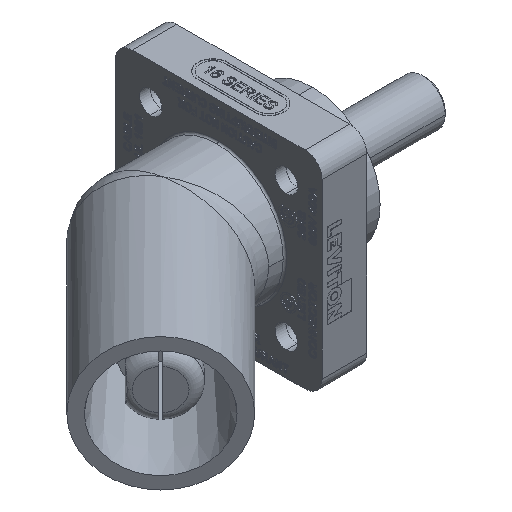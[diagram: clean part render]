
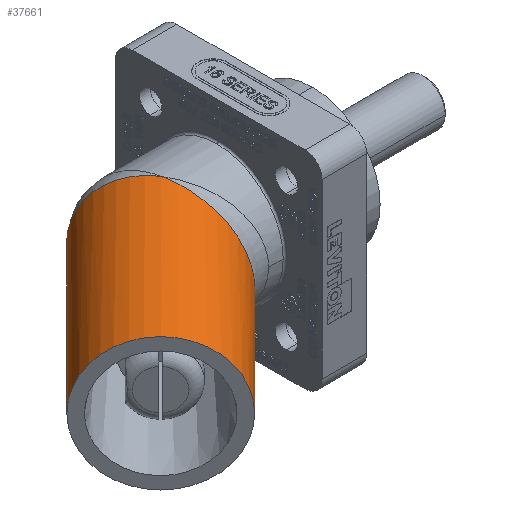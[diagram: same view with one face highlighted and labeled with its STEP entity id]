
A CAD part, isometric view. The second image highlights one B-rep face of the part: STEP entity #37661.
In plain terms, the highlighted cylindrical face has radius 18.669 mm (diameter 37.338 mm), a partial arc.
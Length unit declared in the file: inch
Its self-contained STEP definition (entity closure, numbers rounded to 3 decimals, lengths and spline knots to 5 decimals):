
#4409 = CARTESIAN_POINT ( 'NONE',  ( 0.9867, 2.37412, 1.91647 ) ) ;
#4550 = CARTESIAN_POINT ( 'NONE',  ( 0.07587, 2.50273, 1.91647 ) ) ;
#4714 = VERTEX_POINT ( 'NONE', #8162 ) ;
#4929 = DIRECTION ( 'NONE',  ( 0.707, -0.707, 0. ) ) ;
#5923 = EDGE_CURVE ( 'NONE', #87126, #87219, #51290, .T. ) ;
#8162 = CARTESIAN_POINT ( 'NONE',  ( -1.56683, 0.86004, 1.91647 ) ) ;
#11801 = ORIENTED_EDGE ( 'NONE', *, *, #58843, .T. ) ;
#15028 = VECTOR ( 'NONE', #53398, 39.37008 ) ;
#18556 = CARTESIAN_POINT ( 'NONE',  ( 0.46698, 2.89384, 1.91647 ) ) ;
#23341 = CARTESIAN_POINT ( 'NONE',  ( 0.49015, 1.87757, 2.65147 ) ) ;
#23864 = CARTESIAN_POINT ( 'NONE',  ( 0.24747, 2.24378, 2.65147 ) ) ;
#25745 = CARTESIAN_POINT ( 'NONE',  ( 0.68476, 1.03273, 2.34703 ) ) ;
#26286 = CARTESIAN_POINT ( 'NONE',  ( 0.49015, 1.87757, 2.65147 ) ) ;
#27415 = CARTESIAN_POINT ( 'NONE',  ( 0.49015, 1.87757, 2.65147 ) ) ;
#29575 =( BOUNDED_CURVE ( )  B_SPLINE_CURVE ( 3, ( #67894, #25745, #51143, #26286 ),
 .UNSPECIFIED., .F., .F. ) 
 B_SPLINE_CURVE_WITH_KNOTS ( ( 4, 4 ),
 ( 0., 1.5708 ),
 .UNSPECIFIED. ) 
 CURVE ( )  GEOMETRIC_REPRESENTATION_ITEM ( )  RATIONAL_B_SPLINE_CURVE ( ( 1., 0.805, 0.805, 1. ) ) 
 REPRESENTATION_ITEM ( '' )  );
#31369 = VERTEX_POINT ( 'NONE', #27415 ) ;
#32127 = EDGE_CURVE ( 'NONE', #87126, #31369, #29575, .T. ) ;
#33912 = ORIENTED_EDGE ( 'NONE', *, *, #104690, .T. ) ;
#34500 = EDGE_CURVE ( 'NONE', #4714, #87219, #106936, .T. ) ;
#34593 = DIRECTION ( 'NONE',  ( -0.707, 0.707, 0. ) ) ;
#36396 = VECTOR ( 'NONE', #74792, 39.37008 ) ;
#37661 = ADVANCED_FACE ( 'NONE', ( #52484 ), #37830, .T. ) ;
#37830 = CYLINDRICAL_SURFACE ( 'NONE', #60643, 0.735 ) ;
#38166 = VERTEX_POINT ( 'NONE', #4550 ) ;
#41598 = CARTESIAN_POINT ( 'NONE',  ( 0.68476, 1.03273, 1.91647 ) ) ;
#42713 = DIRECTION ( 'NONE',  ( 0.707, 0.707, 0. ) ) ;
#43924 = ORIENTED_EDGE ( 'NONE', *, *, #34500, .T. ) ;
#51143 = CARTESIAN_POINT ( 'NONE',  ( 0.60415, 1.38267, 2.65147 ) ) ;
#51290 = LINE ( 'NONE', #101500, #15028 ) ;
#52484 = FACE_OUTER_BOUND ( 'NONE', #82203, .T. ) ;
#53398 = DIRECTION ( 'NONE',  ( -0.707, -0.707, 0. ) ) ;
#58843 = EDGE_CURVE ( 'NONE', #31369, #38166, #64615, .T. ) ;
#60643 = AXIS2_PLACEMENT_3D ( 'NONE', #4409, #94084, #4929 ) ;
#63729 = ORIENTED_EDGE ( 'NONE', *, *, #5923, .F. ) ;
#64615 =( BOUNDED_CURVE ( )  B_SPLINE_CURVE ( 3, ( #23341, #23864, #71456, #81158 ),
 .UNSPECIFIED., .F., .F. ) 
 B_SPLINE_CURVE_WITH_KNOTS ( ( 4, 4 ),
 ( 1.5708, 3.14159 ),
 .UNSPECIFIED. ) 
 CURVE ( )  GEOMETRIC_REPRESENTATION_ITEM ( )  RATIONAL_B_SPLINE_CURVE ( ( 1., 0.805, 0.805, 1. ) ) 
 REPRESENTATION_ITEM ( '' )  );
#67894 = CARTESIAN_POINT ( 'NONE',  ( 0.68476, 1.03273, 1.91647 ) ) ;
#71456 = CARTESIAN_POINT ( 'NONE',  ( 0.07587, 2.50273, 2.34703 ) ) ;
#74792 = DIRECTION ( 'NONE',  ( -0.707, -0.707, 0. ) ) ;
#75780 = ORIENTED_EDGE ( 'NONE', *, *, #32127, .T. ) ;
#81158 = CARTESIAN_POINT ( 'NONE',  ( 0.07587, 2.50273, 1.91647 ) ) ;
#82203 = EDGE_LOOP ( 'NONE', ( #11801, #33912, #43924, #63729, #75780 ) ) ;
#87126 = VERTEX_POINT ( 'NONE', #41598 ) ;
#87219 = VERTEX_POINT ( 'NONE', #102068 ) ;
#91908 = CARTESIAN_POINT ( 'NONE',  ( -1.0471, 0.34032, 1.91647 ) ) ;
#94084 = DIRECTION ( 'NONE',  ( -0.707, -0.707, 0. ) ) ;
#98382 = AXIS2_PLACEMENT_3D ( 'NONE', #91908, #42713, #34593 ) ;
#99616 = LINE ( 'NONE', #18556, #36396 ) ;
#101500 = CARTESIAN_POINT ( 'NONE',  ( 1.50643, 1.8544, 1.91647 ) ) ;
#102068 = CARTESIAN_POINT ( 'NONE',  ( -0.52738, -0.17941, 1.91647 ) ) ;
#104690 = EDGE_CURVE ( 'NONE', #38166, #4714, #99616, .T. ) ;
#106936 = CIRCLE ( 'NONE', #98382, 0.735 ) ;
